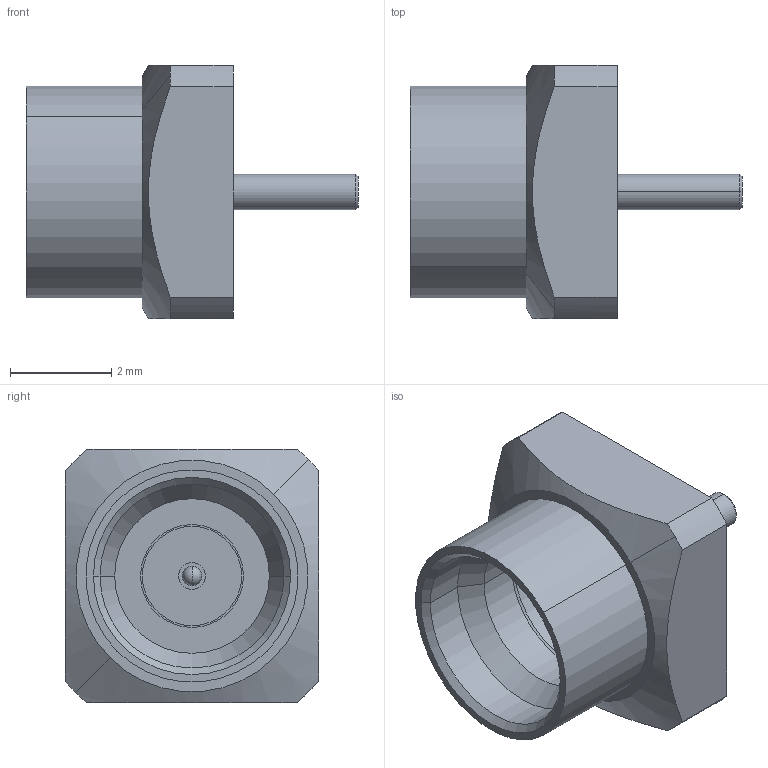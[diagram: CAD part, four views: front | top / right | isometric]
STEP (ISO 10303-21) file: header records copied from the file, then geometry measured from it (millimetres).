
FILE_DESCRIPTION((''),'2;1');
FILE_NAME('SMP-MSLD-PCT-10_SW0002','2012-10-26T',('Clement Lazar'),(''),'PRO/ENGINEER BY PARAMETRIC TECHNOLOGY CORPORATION, 2010100','PRO/ENGINEER BY PARAMETRIC TECHNOLOGY CORPORATION, 2010100','');
FILE_SCHEMA(('CONFIG_CONTROL_DESIGN'));
Length unit declared in the file: millimetre
Products named in the file (1): SMP-MSLD-PCT-10_SW0002
Bounding box: 6.55 x 5 x 5 mm (x, y, z)
Surface area: 142.3 mm2 (no closed solid volume)
Topology: 0 solids, 5 shells, 39 faces, 94 edges, 61 vertices
Faces by surface type: cylinder 16, plane 11, cone 10, sphere 2
Entity records: 1228 total; most frequent: CARTESIAN_POINT 252, DIRECTION 220, ORIENTED_EDGE 168, AXIS2_PLACEMENT_3D 93, EDGE_CURVE 92, VERTEX_POINT 61, CIRCLE 54, EDGE_LOOP 45
